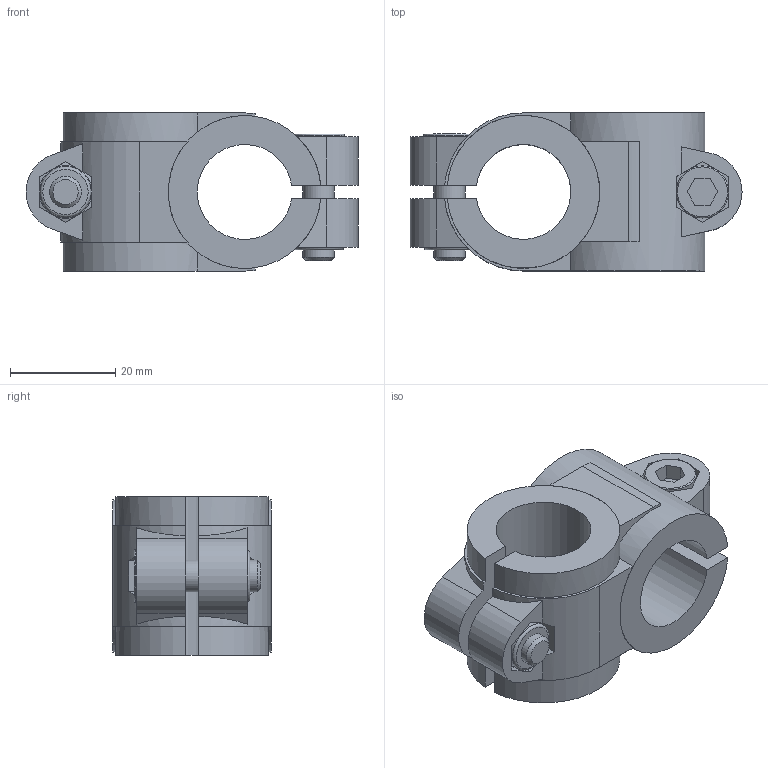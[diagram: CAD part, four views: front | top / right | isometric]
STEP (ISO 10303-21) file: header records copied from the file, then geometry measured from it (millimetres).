
FILE_DESCRIPTION( ( 'STEP AP214' ), '1' );
FILE_NAME( 'K0472.1818.stp', '2020-12-08T09:31:12', ( '' ), ( '' ), ' ', 'PARTsolutions', ' ' );
FILE_SCHEMA( ( 'AUTOMOTIVE_DESIGN { 1 0 10303 214 1 1 1 1 }' ) );
Length unit declared in the file: millimetre
Products named in the file (1): _K0472.1818
Bounding box: 63 x 30 x 30 mm (x, y, z)
Volume: 25215.3 mm3; surface area: 12343.2 mm2
Topology: 1 solids, 7 shells, 166 faces, 398 edges, 258 vertices
Faces by surface type: plane 108, cone 26, cylinder 26, torus 6
Full cylindrical faces by diameter (mm): 6 x4, 6.4 x4, 9.6 x2, 9.9 x2
Entity records: 6056 total; most frequent: CARTESIAN_POINT 973, DIRECTION 760, ORIENTED_EDGE 744, EDGE_CURVE 372, AXIS2_PLACEMENT_3D 273, VERTEX_POINT 252, LINE 214, VECTOR 214
